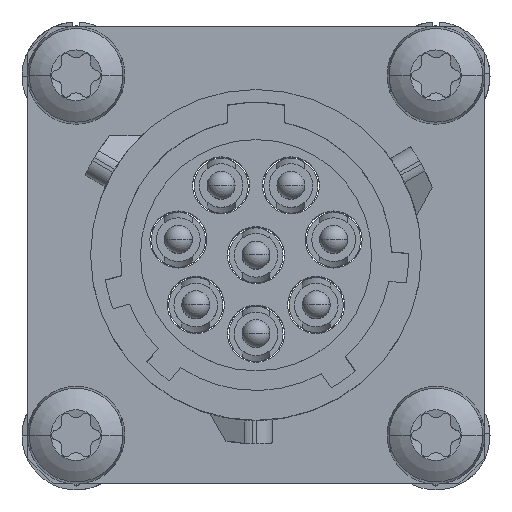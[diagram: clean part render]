
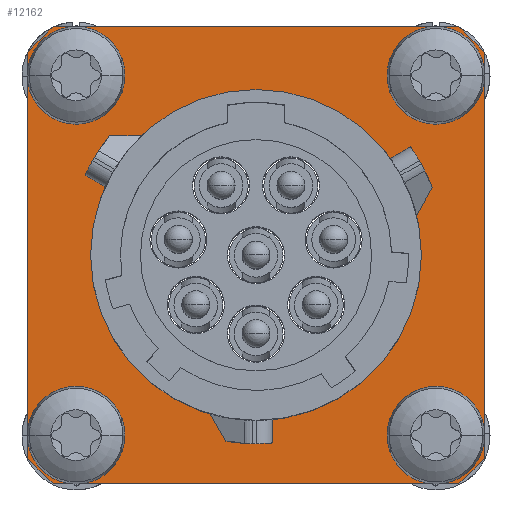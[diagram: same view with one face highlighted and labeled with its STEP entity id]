
A CAD part, top view. The second image highlights one B-rep face of the part: STEP entity #12162.
In plain terms, the highlighted planar face has unit normal (0, 0, 1).
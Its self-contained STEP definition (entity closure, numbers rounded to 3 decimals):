
#10119=CARTESIAN_POINT('',(-8.76,10.31,21.6));
#10120=VERTEX_POINT('',#10119);
#10136=CARTESIAN_POINT('',(-11.86,10.31,21.6));
#10137=VERTEX_POINT('',#10136);
#10144=CARTESIAN_POINT('',(-10.31,10.31,21.6));
#10145=DIRECTION('',(0.0,0.0,1.0));
#10146=DIRECTION('',(-1.0,0.0,0.0));
#10147=AXIS2_PLACEMENT_3D('',#10144,#10145,#10146);
#10148=CIRCLE('',#10147,1.55);
#10149=EDGE_CURVE('',#10137,#10120,#10148,.T.);
#10161=CARTESIAN_POINT('',(-8.76,-10.31,21.6));
#10162=VERTEX_POINT('',#10161);
#10178=CARTESIAN_POINT('',(-11.86,-10.31,21.6));
#10179=VERTEX_POINT('',#10178);
#10186=CARTESIAN_POINT('',(-10.31,-10.31,21.6));
#10187=DIRECTION('',(0.0,0.0,1.0));
#10188=DIRECTION('',(-1.0,0.0,0.0));
#10189=AXIS2_PLACEMENT_3D('',#10186,#10187,#10188);
#10190=CIRCLE('',#10189,1.55);
#10191=EDGE_CURVE('',#10179,#10162,#10190,.T.);
#10203=CARTESIAN_POINT('',(11.86,-10.31,21.6));
#10204=VERTEX_POINT('',#10203);
#10220=CARTESIAN_POINT('',(8.76,-10.31,21.6));
#10221=VERTEX_POINT('',#10220);
#10228=CARTESIAN_POINT('',(10.31,-10.31,21.6));
#10229=DIRECTION('',(0.0,0.0,1.0));
#10230=DIRECTION('',(-1.0,0.0,0.0));
#10231=AXIS2_PLACEMENT_3D('',#10228,#10229,#10230);
#10232=CIRCLE('',#10231,1.55);
#10233=EDGE_CURVE('',#10221,#10204,#10232,.T.);
#10245=CARTESIAN_POINT('',(11.86,10.31,21.6));
#10246=VERTEX_POINT('',#10245);
#10262=CARTESIAN_POINT('',(8.76,10.31,21.6));
#10263=VERTEX_POINT('',#10262);
#10270=CARTESIAN_POINT('',(10.31,10.31,21.6));
#10271=DIRECTION('',(0.0,0.0,1.0));
#10272=DIRECTION('',(-1.0,0.0,0.0));
#10273=AXIS2_PLACEMENT_3D('',#10270,#10271,#10272);
#10274=CIRCLE('',#10273,1.55);
#10275=EDGE_CURVE('',#10263,#10246,#10274,.T.);
#11114=CARTESIAN_POINT('',(-9.48,0.,21.6));
#11115=VERTEX_POINT('',#11114);
#11124=CARTESIAN_POINT('',(9.48,0.,21.6));
#11125=VERTEX_POINT('',#11124);
#11126=CARTESIAN_POINT('',(0.,0.,21.6));
#11127=DIRECTION('',(0.0,0.0,-1.0));
#11128=DIRECTION('',(1.0,0.0,0.0));
#11129=AXIS2_PLACEMENT_3D('',#11126,#11127,#11128);
#11130=CIRCLE('',#11129,9.48);
#11131=EDGE_CURVE('',#11125,#11115,#11130,.T.);
#11613=CARTESIAN_POINT('',(0.,0.,21.6));
#11614=DIRECTION('',(0.0,0.0,-1.0));
#11615=DIRECTION('',(1.0,0.0,0.0));
#11616=AXIS2_PLACEMENT_3D('',#11613,#11614,#11615);
#11617=CIRCLE('',#11616,9.48);
#11618=EDGE_CURVE('',#11115,#11125,#11617,.T.);
#12043=CARTESIAN_POINT('',(14.399,-14.399,21.6));
#12044=DIRECTION('',(0.0,0.0,-1.0));
#12045=DIRECTION('',(-1.0,0.0,0.0));
#12046=AXIS2_PLACEMENT_3D('',#12043,#12044,#12045);
#12047=PLANE('',#12046);
#12048=CARTESIAN_POINT('',(-13.09,11.615,21.6));
#12049=VERTEX_POINT('',#12048);
#12050=CARTESIAN_POINT('',(-11.615,13.09,21.6));
#12051=VERTEX_POINT('',#12050);
#12052=CARTESIAN_POINT('',(0.,0.,21.6));
#12053=DIRECTION('',(0.,0.,-1.0));
#12054=DIRECTION('',(-0.748,0.664,0.));
#12055=AXIS2_PLACEMENT_3D('',#12052,#12053,#12054);
#12056=CIRCLE('',#12055,17.5);
#12057=EDGE_CURVE('',#12049,#12051,#12056,.T.);
#12058=ORIENTED_EDGE('',*,*,#12057,.F.);
#12059=CARTESIAN_POINT('',(-13.09,-11.615,21.6));
#12060=VERTEX_POINT('',#12059);
#12061=CARTESIAN_POINT('',(-13.09,-11.615,21.6));
#12062=DIRECTION('',(0.0,1.0,0.0));
#12063=VECTOR('',#12062,23.229);
#12064=LINE('',#12061,#12063);
#12065=EDGE_CURVE('',#12060,#12049,#12064,.T.);
#12066=ORIENTED_EDGE('',*,*,#12065,.F.);
#12067=CARTESIAN_POINT('',(-11.615,-13.09,21.6));
#12068=VERTEX_POINT('',#12067);
#12069=CARTESIAN_POINT('',(0.,0.,21.6));
#12070=DIRECTION('',(0.,0.,-1.0));
#12071=DIRECTION('',(-0.664,-0.748,0.));
#12072=AXIS2_PLACEMENT_3D('',#12069,#12070,#12071);
#12073=CIRCLE('',#12072,17.5);
#12074=EDGE_CURVE('',#12068,#12060,#12073,.T.);
#12075=ORIENTED_EDGE('',*,*,#12074,.F.);
#12076=CARTESIAN_POINT('',(11.615,-13.09,21.6));
#12077=VERTEX_POINT('',#12076);
#12078=CARTESIAN_POINT('',(11.615,-13.09,21.6));
#12079=DIRECTION('',(-1.0,0.0,0.0));
#12080=VECTOR('',#12079,23.229);
#12081=LINE('',#12078,#12080);
#12082=EDGE_CURVE('',#12077,#12068,#12081,.T.);
#12083=ORIENTED_EDGE('',*,*,#12082,.F.);
#12084=CARTESIAN_POINT('',(13.09,-11.615,21.6));
#12085=VERTEX_POINT('',#12084);
#12086=CARTESIAN_POINT('',(0.,0.,21.6));
#12087=DIRECTION('',(0.,0.,-1.0));
#12088=DIRECTION('',(0.748,-0.664,0.));
#12089=AXIS2_PLACEMENT_3D('',#12086,#12087,#12088);
#12090=CIRCLE('',#12089,17.5);
#12091=EDGE_CURVE('',#12085,#12077,#12090,.T.);
#12092=ORIENTED_EDGE('',*,*,#12091,.F.);
#12093=CARTESIAN_POINT('',(13.09,11.615,21.6));
#12094=VERTEX_POINT('',#12093);
#12095=CARTESIAN_POINT('',(13.09,11.615,21.6));
#12096=DIRECTION('',(0.0,-1.0,0.0));
#12097=VECTOR('',#12096,23.229);
#12098=LINE('',#12095,#12097);
#12099=EDGE_CURVE('',#12094,#12085,#12098,.T.);
#12100=ORIENTED_EDGE('',*,*,#12099,.F.);
#12101=CARTESIAN_POINT('',(11.615,13.09,21.6));
#12102=VERTEX_POINT('',#12101);
#12103=CARTESIAN_POINT('',(0.,0.,21.6));
#12104=DIRECTION('',(0.,0.,-1.0));
#12105=DIRECTION('',(0.664,0.748,0.));
#12106=AXIS2_PLACEMENT_3D('',#12103,#12104,#12105);
#12107=CIRCLE('',#12106,17.5);
#12108=EDGE_CURVE('',#12102,#12094,#12107,.T.);
#12109=ORIENTED_EDGE('',*,*,#12108,.F.);
#12110=CARTESIAN_POINT('',(-11.615,13.09,21.6));
#12111=DIRECTION('',(1.0,0.0,0.0));
#12112=VECTOR('',#12111,23.229);
#12113=LINE('',#12110,#12112);
#12114=EDGE_CURVE('',#12051,#12102,#12113,.T.);
#12115=ORIENTED_EDGE('',*,*,#12114,.F.);
#12116=EDGE_LOOP('',(#12058,#12066,#12075,#12083,#12092,#12100,#12109,#12115));
#12117=FACE_OUTER_BOUND('',#12116,.T.);
#12118=ORIENTED_EDGE('',*,*,#11131,.T.);
#12119=ORIENTED_EDGE('',*,*,#11618,.T.);
#12120=EDGE_LOOP('',(#12118,#12119));
#12121=FACE_BOUND('',#12120,.T.);
#12122=ORIENTED_EDGE('',*,*,#10275,.F.);
#12123=CARTESIAN_POINT('',(10.31,10.31,21.6));
#12124=DIRECTION('',(0.0,0.0,1.0));
#12125=DIRECTION('',(-1.0,0.0,0.0));
#12126=AXIS2_PLACEMENT_3D('',#12123,#12124,#12125);
#12127=CIRCLE('',#12126,1.55);
#12128=EDGE_CURVE('',#10246,#10263,#12127,.T.);
#12129=ORIENTED_EDGE('',*,*,#12128,.F.);
#12130=EDGE_LOOP('',(#12122,#12129));
#12131=FACE_BOUND('',#12130,.T.);
#12132=ORIENTED_EDGE('',*,*,#10233,.F.);
#12133=CARTESIAN_POINT('',(10.31,-10.31,21.6));
#12134=DIRECTION('',(0.0,0.0,1.0));
#12135=DIRECTION('',(-1.0,0.0,0.0));
#12136=AXIS2_PLACEMENT_3D('',#12133,#12134,#12135);
#12137=CIRCLE('',#12136,1.55);
#12138=EDGE_CURVE('',#10204,#10221,#12137,.T.);
#12139=ORIENTED_EDGE('',*,*,#12138,.F.);
#12140=EDGE_LOOP('',(#12132,#12139));
#12141=FACE_BOUND('',#12140,.T.);
#12142=ORIENTED_EDGE('',*,*,#10191,.F.);
#12143=CARTESIAN_POINT('',(-10.31,-10.31,21.6));
#12144=DIRECTION('',(0.0,0.0,1.0));
#12145=DIRECTION('',(-1.0,0.0,0.0));
#12146=AXIS2_PLACEMENT_3D('',#12143,#12144,#12145);
#12147=CIRCLE('',#12146,1.55);
#12148=EDGE_CURVE('',#10162,#10179,#12147,.T.);
#12149=ORIENTED_EDGE('',*,*,#12148,.F.);
#12150=EDGE_LOOP('',(#12142,#12149));
#12151=FACE_BOUND('',#12150,.T.);
#12152=ORIENTED_EDGE('',*,*,#10149,.F.);
#12153=CARTESIAN_POINT('',(-10.31,10.31,21.6));
#12154=DIRECTION('',(0.0,0.0,1.0));
#12155=DIRECTION('',(-1.0,0.0,0.0));
#12156=AXIS2_PLACEMENT_3D('',#12153,#12154,#12155);
#12157=CIRCLE('',#12156,1.55);
#12158=EDGE_CURVE('',#10120,#10137,#12157,.T.);
#12159=ORIENTED_EDGE('',*,*,#12158,.F.);
#12160=EDGE_LOOP('',(#12152,#12159));
#12161=FACE_BOUND('',#12160,.T.);
#12162=ADVANCED_FACE('',(#12117,#12121,#12131,#12141,#12151,#12161),#12047,.F.);
